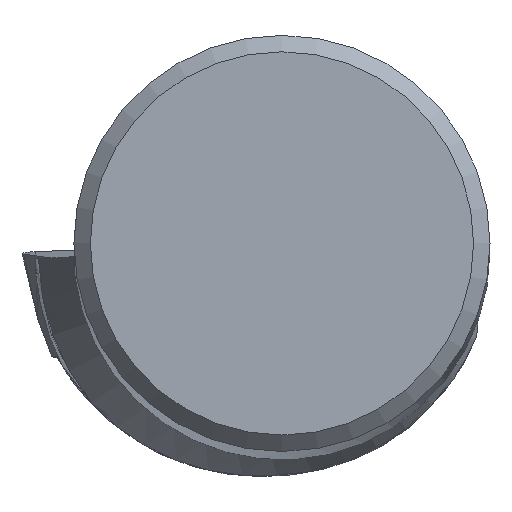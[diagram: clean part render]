
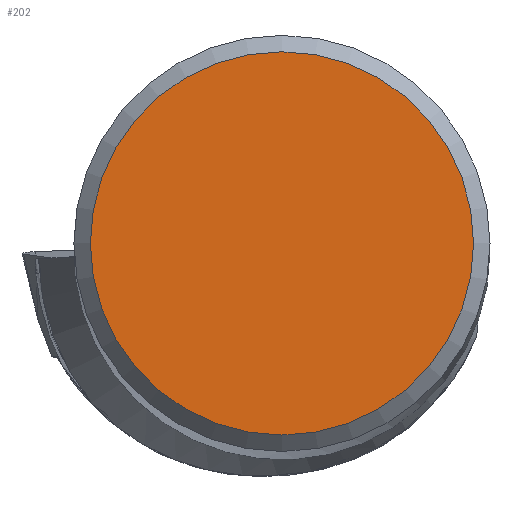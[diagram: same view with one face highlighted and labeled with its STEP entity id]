
A CAD part, top view. The second image highlights one B-rep face of the part: STEP entity #202.
In plain terms, the highlighted planar face has unit normal (0, 0, 1).
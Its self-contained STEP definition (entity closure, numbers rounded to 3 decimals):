
#159=FACE_OUTER_BOUND('',#425,.T.);
#202=ADVANCED_FACE('',(#159),#234,.T.);
#234=PLANE('',#1008);
#425=EDGE_LOOP('',(#552));
#552=ORIENTED_EDGE('',*,*,#821,.T.);
#728=VERTEX_POINT('',#1544);
#821=EDGE_CURVE('',#728,#728,#889,.T.);
#889=CIRCLE('',#1007,5.843);
#1007=AXIS2_PLACEMENT_3D('',#1543,#1167,#1168);
#1008=AXIS2_PLACEMENT_3D('',#1545,#1169,#1170);
#1167=DIRECTION('',(0.,0.,1.));
#1168=DIRECTION('',(1.,0.,0.));
#1169=DIRECTION('',(0.,0.,1.));
#1170=DIRECTION('',(1.,0.,0.));
#1543=CARTESIAN_POINT('',(0.,0.,0.));
#1544=CARTESIAN_POINT('',(5.843,0.,0.));
#1545=CARTESIAN_POINT('',(0.,0.,
0.));
